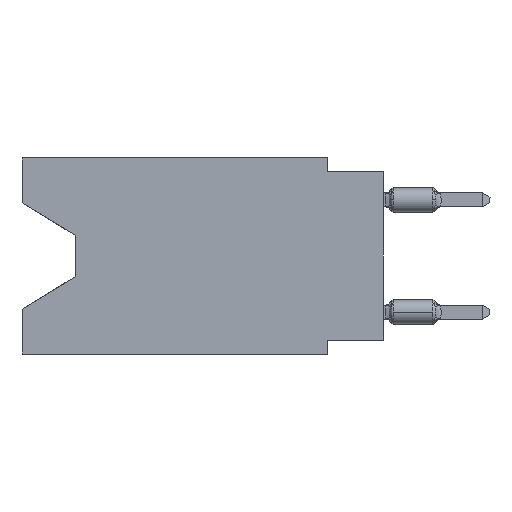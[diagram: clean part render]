
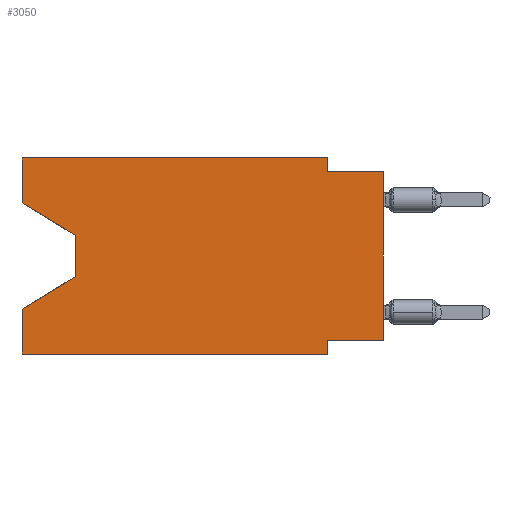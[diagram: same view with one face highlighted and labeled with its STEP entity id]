
A CAD part, left-side view. The second image highlights one B-rep face of the part: STEP entity #3050.
In plain terms, the highlighted planar face has unit normal (-1, 0, 0).
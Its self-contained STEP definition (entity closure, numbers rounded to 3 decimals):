
#575 = CARTESIAN_POINT ( 'NONE',  ( 0., 13.97, -3.505 ) ) ;
#964 = VERTEX_POINT ( 'NONE', #12879 ) ;
#994 = ORIENTED_EDGE ( 'NONE', *, *, #2640, .F. ) ;
#1020 = CARTESIAN_POINT ( 'NONE',  ( 0., 2.54, 0. ) ) ;
#1035 = DIRECTION ( 'NONE',  ( 0., -1., 0. ) ) ;
#1262 = VERTEX_POINT ( 'NONE', #9848 ) ;
#1279 = VERTEX_POINT ( 'NONE', #10537 ) ;
#1490 = VECTOR ( 'NONE', #5269, 1000. ) ;
#1580 = EDGE_CURVE ( 'NONE', #1668, #1262, #5873, .T. ) ;
#1597 = ORIENTED_EDGE ( 'NONE', *, *, #7917, .F. ) ;
#1656 = CARTESIAN_POINT ( 'NONE',  ( 0., 16.383, -2.038 ) ) ;
#1668 = VERTEX_POINT ( 'NONE', #6276 ) ;
#1866 = DIRECTION ( 'NONE',  ( 0., 0., 1. ) ) ;
#1968 = ORIENTED_EDGE ( 'NONE', *, *, #13391, .T. ) ;
#2121 = CARTESIAN_POINT ( 'NONE',  ( 0., 16.383, -2.038 ) ) ;
#2354 = ORIENTED_EDGE ( 'NONE', *, *, #9850, .F. ) ;
#2461 = EDGE_CURVE ( 'NONE', #12026, #8512, #3916, .T. ) ;
#2640 = EDGE_CURVE ( 'NONE', #4198, #12901, #6240, .T. ) ;
#2864 = CARTESIAN_POINT ( 'NONE',  ( 0., 2.54, 0. ) ) ;
#2901 = CARTESIAN_POINT ( 'NONE',  ( 0., 0., 0. ) ) ;
#3050 = ADVANCED_FACE ( 'NONE', ( #7436 ), #6484, .F. ) ;
#3125 = ORIENTED_EDGE ( 'NONE', *, *, #1580, .F. ) ;
#3297 = VERTEX_POINT ( 'NONE', #4824 ) ;
#3324 = LINE ( 'NONE', #4275, #6721 ) ;
#3344 = CARTESIAN_POINT ( 'NONE',  ( 0., 16.383, 0. ) ) ;
#3395 = EDGE_CURVE ( 'NONE', #8512, #6736, #3324, .T. ) ;
#3725 = EDGE_LOOP ( 'NONE', ( #10331, #12348, #10789, #12527, #4140, #10246, #1597, #1968, #3125, #2354, #6740, #994 ) ) ;
#3916 = LINE ( 'NONE', #575, #13292 ) ;
#3958 = DIRECTION ( 'NONE',  ( 0., 0., -1. ) ) ;
#4064 = EDGE_CURVE ( 'NONE', #4198, #12026, #13069, .T. ) ;
#4140 = ORIENTED_EDGE ( 'NONE', *, *, #11775, .T. ) ;
#4198 = VERTEX_POINT ( 'NONE', #2121 ) ;
#4275 = CARTESIAN_POINT ( 'NONE',  ( 0., 13.97, -5.385 ) ) ;
#4352 = VECTOR ( 'NONE', #1866, 1000. ) ;
#4731 = VECTOR ( 'NONE', #1035, 1000. ) ;
#4809 = DIRECTION ( 'NONE',  ( 0., 0., 1. ) ) ;
#4824 = CARTESIAN_POINT ( 'NONE',  ( 0., 2.54, -8.89 ) ) ;
#5002 = DIRECTION ( 'NONE',  ( 0., 0., -1. ) ) ;
#5269 = DIRECTION ( 'NONE',  ( 0., -0.855, -0.519 ) ) ;
#5543 = EDGE_CURVE ( 'NONE', #12901, #6049, #6443, .T. ) ;
#5774 = CARTESIAN_POINT ( 'NONE',  ( 0., 16.383, 0. ) ) ;
#5873 = LINE ( 'NONE', #10105, #10280 ) ;
#5987 = CARTESIAN_POINT ( 'NONE',  ( 0., 0., -8.255 ) ) ;
#6007 = DIRECTION ( 'NONE',  ( 0., 0., -1. ) ) ;
#6049 = VERTEX_POINT ( 'NONE', #1020 ) ;
#6123 = LINE ( 'NONE', #5987, #11168 ) ;
#6240 = LINE ( 'NONE', #10481, #11949 ) ;
#6276 = CARTESIAN_POINT ( 'NONE',  ( 0., 2.54, -0.635 ) ) ;
#6443 = LINE ( 'NONE', #11772, #4731 ) ;
#6484 = PLANE ( 'NONE',  #6498 ) ;
#6498 = AXIS2_PLACEMENT_3D ( 'NONE', #3344, #11678, #12706 ) ;
#6572 = VECTOR ( 'NONE', #6007, 1000. ) ;
#6721 = VECTOR ( 'NONE', #8362, 1000. ) ;
#6736 = VERTEX_POINT ( 'NONE', #8614 ) ;
#6740 = ORIENTED_EDGE ( 'NONE', *, *, #5543, .F. ) ;
#7431 = VECTOR ( 'NONE', #7702, 1000. ) ;
#7436 = FACE_OUTER_BOUND ( 'NONE', #3725, .T. ) ;
#7459 = CARTESIAN_POINT ( 'NONE',  ( 0., 13.97, -3.505 ) ) ;
#7702 = DIRECTION ( 'NONE',  ( 0., -1., 0. ) ) ;
#7917 = EDGE_CURVE ( 'NONE', #13377, #1279, #6123, .T. ) ;
#8362 = DIRECTION ( 'NONE',  ( 0., 0.855, -0.519 ) ) ;
#8512 = VERTEX_POINT ( 'NONE', #12582 ) ;
#8614 = CARTESIAN_POINT ( 'NONE',  ( 0., 16.383, -6.852 ) ) ;
#8741 = VECTOR ( 'NONE', #4809, 1000. ) ;
#9088 = CARTESIAN_POINT ( 'NONE',  ( 0., 16.383, -8.89 ) ) ;
#9099 = LINE ( 'NONE', #5774, #8741 ) ;
#9762 = EDGE_CURVE ( 'NONE', #1279, #3297, #12149, .T. ) ;
#9848 = CARTESIAN_POINT ( 'NONE',  ( 0., 0., -0.635 ) ) ;
#9850 = EDGE_CURVE ( 'NONE', #6049, #1668, #12216, .T. ) ;
#10105 = CARTESIAN_POINT ( 'NONE',  ( 0., 0., -0.635 ) ) ;
#10117 = EDGE_CURVE ( 'NONE', #964, #6736, #9099, .T. ) ;
#10138 = LINE ( 'NONE', #2901, #4352 ) ;
#10146 = DIRECTION ( 'NONE',  ( 0., 1., 0. ) ) ;
#10237 = CARTESIAN_POINT ( 'NONE',  ( 0., 2.54, -8.89 ) ) ;
#10246 = ORIENTED_EDGE ( 'NONE', *, *, #9762, .F. ) ;
#10280 = VECTOR ( 'NONE', #11134, 1000. ) ;
#10331 = ORIENTED_EDGE ( 'NONE', *, *, #4064, .T. ) ;
#10406 = DIRECTION ( 'NONE',  ( 0., 0., 1. ) ) ;
#10481 = CARTESIAN_POINT ( 'NONE',  ( 0., 16.383, 0. ) ) ;
#10537 = CARTESIAN_POINT ( 'NONE',  ( 0., 2.54, -8.255 ) ) ;
#10789 = ORIENTED_EDGE ( 'NONE', *, *, #3395, .T. ) ;
#10915 = LINE ( 'NONE', #9088, #7431 ) ;
#11134 = DIRECTION ( 'NONE',  ( 0., -1., 0. ) ) ;
#11168 = VECTOR ( 'NONE', #10146, 1000. ) ;
#11178 = CARTESIAN_POINT ( 'NONE',  ( 0., 0., -8.255 ) ) ;
#11678 = DIRECTION ( 'NONE',  ( 1., 0., 0. ) ) ;
#11772 = CARTESIAN_POINT ( 'NONE',  ( 0., 16.383, 0. ) ) ;
#11775 = EDGE_CURVE ( 'NONE', #964, #3297, #10915, .T. ) ;
#11949 = VECTOR ( 'NONE', #10406, 1000. ) ;
#12026 = VERTEX_POINT ( 'NONE', #7459 ) ;
#12149 = LINE ( 'NONE', #10237, #12434 ) ;
#12216 = LINE ( 'NONE', #2864, #6572 ) ;
#12348 = ORIENTED_EDGE ( 'NONE', *, *, #2461, .T. ) ;
#12434 = VECTOR ( 'NONE', #3958, 1000. ) ;
#12527 = ORIENTED_EDGE ( 'NONE', *, *, #10117, .F. ) ;
#12582 = CARTESIAN_POINT ( 'NONE',  ( 0., 13.97, -5.385 ) ) ;
#12706 = DIRECTION ( 'NONE',  ( 0., 0., -1. ) ) ;
#12879 = CARTESIAN_POINT ( 'NONE',  ( 0., 16.383, -8.89 ) ) ;
#12901 = VERTEX_POINT ( 'NONE', #13503 ) ;
#13069 = LINE ( 'NONE', #1656, #1490 ) ;
#13292 = VECTOR ( 'NONE', #5002, 1000. ) ;
#13377 = VERTEX_POINT ( 'NONE', #11178 ) ;
#13391 = EDGE_CURVE ( 'NONE', #13377, #1262, #10138, .T. ) ;
#13503 = CARTESIAN_POINT ( 'NONE',  ( 0., 16.383, 0. ) ) ;
